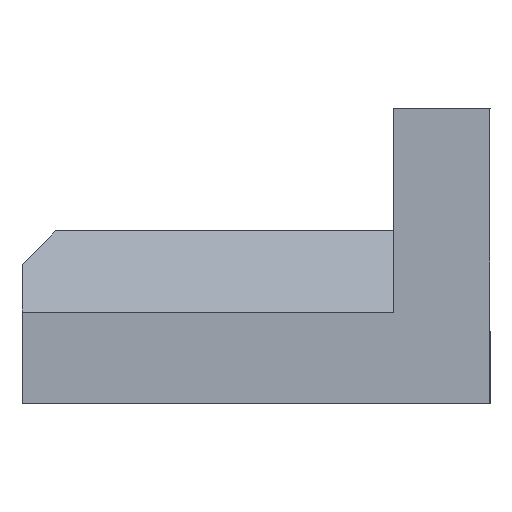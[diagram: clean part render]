
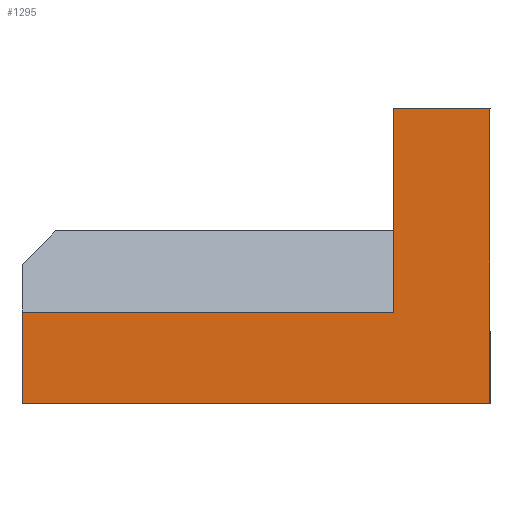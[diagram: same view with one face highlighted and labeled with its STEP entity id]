
A CAD part, left-side view. The second image highlights one B-rep face of the part: STEP entity #1295.
In plain terms, the highlighted planar face has unit normal (-1, 0, 0).
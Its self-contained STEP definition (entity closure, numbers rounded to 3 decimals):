
#662=CARTESIAN_POINT('',(-902.,335.824,-58.9));
#663=VERTEX_POINT('',#662);
#688=CARTESIAN_POINT('',(-902.,335.824,-85.95));
#689=VERTEX_POINT('',#688);
#696=CARTESIAN_POINT('',(-902.,335.824,-58.9));
#697=DIRECTION('',(0.,0.,-1.));
#698=VECTOR('',#697,27.05);
#699=LINE('',#696,#698);
#700=EDGE_CURVE('',#663,#689,#699,.T.);
#1042=CARTESIAN_POINT('',(-902.,197.35,-85.95));
#1043=VERTEX_POINT('',#1042);
#1050=CARTESIAN_POINT('',(-902.,197.35,-85.95));
#1051=DIRECTION('',(0.,1.,0.));
#1052=VECTOR('',#1051,138.474);
#1053=LINE('',#1050,#1052);
#1054=EDGE_CURVE('',#1043,#689,#1053,.T.);
#1248=CARTESIAN_POINT('',(-902.,319.912,-34.9));
#1249=DIRECTION('',(-1.,0.,0.));
#1250=DIRECTION('',(0.,0.,1.));
#1251=AXIS2_PLACEMENT_3D('',#1248,#1249,#1250);
#1252=PLANE('',#1251);
#1253=CARTESIAN_POINT('',(-902.,225.8,-58.9));
#1254=VERTEX_POINT('',#1253);
#1255=CARTESIAN_POINT('',(-902.,225.8,1.3));
#1256=VERTEX_POINT('',#1255);
#1257=CARTESIAN_POINT('',(-902.,225.8,-58.9));
#1258=DIRECTION('',(0.,0.,1.));
#1259=VECTOR('',#1258,60.2);
#1260=LINE('',#1257,#1259);
#1261=EDGE_CURVE('',#1254,#1256,#1260,.T.);
#1262=ORIENTED_EDGE('',*,*,#1261,.F.);
#1263=CARTESIAN_POINT('',(-902.,225.8,-58.9));
#1264=DIRECTION('',(0.,1.,0.));
#1265=VECTOR('',#1264,110.024);
#1266=LINE('',#1263,#1265);
#1267=EDGE_CURVE('',#1254,#663,#1266,.T.);
#1268=ORIENTED_EDGE('',*,*,#1267,.T.);
#1269=ORIENTED_EDGE('',*,*,#700,.T.);
#1270=ORIENTED_EDGE('',*,*,#1054,.F.);
#1271=CARTESIAN_POINT('',(-902.,197.35,-34.9));
#1272=VERTEX_POINT('',#1271);
#1273=CARTESIAN_POINT('',(-902.,197.35,-34.9));
#1274=DIRECTION('',(0.,0.,-1.));
#1275=VECTOR('',#1274,51.05);
#1276=LINE('',#1273,#1275);
#1277=EDGE_CURVE('',#1272,#1043,#1276,.T.);
#1278=ORIENTED_EDGE('',*,*,#1277,.F.);
#1279=CARTESIAN_POINT('',(-902.,197.35,1.3));
#1280=VERTEX_POINT('',#1279);
#1281=CARTESIAN_POINT('',(-902.,197.35,-34.9));
#1282=DIRECTION('',(0.,0.,1.));
#1283=VECTOR('',#1282,36.2);
#1284=LINE('',#1281,#1283);
#1285=EDGE_CURVE('',#1272,#1280,#1284,.T.);
#1286=ORIENTED_EDGE('',*,*,#1285,.T.);
#1287=CARTESIAN_POINT('',(-902.,197.35,1.3));
#1288=DIRECTION('',(0.,1.,0.));
#1289=VECTOR('',#1288,28.45);
#1290=LINE('',#1287,#1289);
#1291=EDGE_CURVE('',#1280,#1256,#1290,.T.);
#1292=ORIENTED_EDGE('',*,*,#1291,.T.);
#1293=EDGE_LOOP('',(#1262,#1268,#1269,#1270,#1278,#1286,#1292));
#1294=FACE_BOUND('',#1293,.T.);
#1295=ADVANCED_FACE('',(#1294),#1252,.T.);
